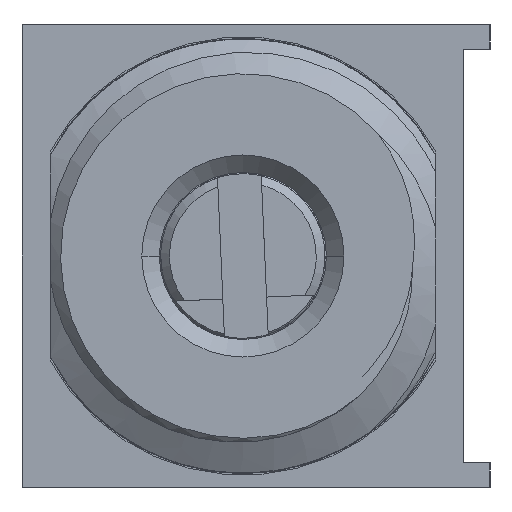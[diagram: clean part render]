
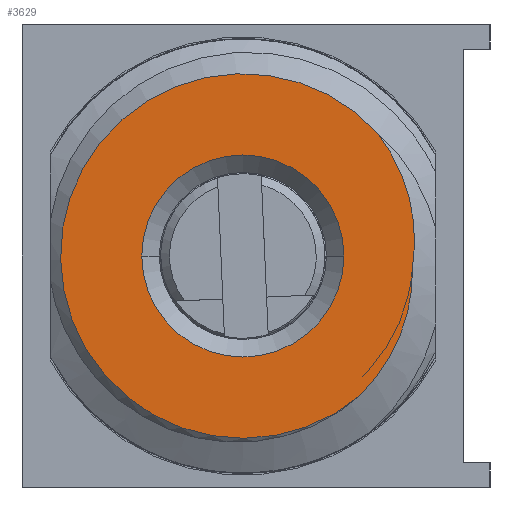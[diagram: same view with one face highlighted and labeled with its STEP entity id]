
A CAD part, left-side view. The second image highlights one B-rep face of the part: STEP entity #3629.
In plain terms, the highlighted planar face has unit normal (-1, 0, 0).
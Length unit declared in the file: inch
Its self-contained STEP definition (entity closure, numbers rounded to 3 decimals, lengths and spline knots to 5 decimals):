
#219=CARTESIAN_POINT('',(-0.25,0.,0.));
#220=DIRECTION('',(-1.,0.,0.));
#221=DIRECTION('',(0.,1.,0.));
#222=AXIS2_PLACEMENT_3D('',#219,#220,#221);
#229=CARTESIAN_POINT('',(-0.25,-0.09678,-0.00654));
#230=CARTESIAN_POINT('',(-0.25,-0.09739,-0.0027));
#231=CARTESIAN_POINT('',(-0.25,-0.09813,0.005));
#232=CARTESIAN_POINT('',(-0.25,-0.09787,0.01667));
#233=CARTESIAN_POINT('',(-0.25,-0.09625,0.02817));
#234=CARTESIAN_POINT('',(-0.25,-0.09329,0.03943));
#235=CARTESIAN_POINT('',(-0.25,-0.08907,0.05025));
#236=CARTESIAN_POINT('',(-0.25,-0.08362,0.06056));
#237=CARTESIAN_POINT('',(-0.25,-0.07926,0.06694));
#238=CARTESIAN_POINT('',(-0.25,-0.0769,0.07002));
#240=CARTESIAN_POINT('',(-0.25,-0.06677,-0.07973));
#241=CARTESIAN_POINT('',(-0.25,-0.0694,-0.07713));
#242=CARTESIAN_POINT('',(-0.25,-0.07427,-0.07175));
#243=CARTESIAN_POINT('',(-0.25,-0.08055,-0.06318));
#244=CARTESIAN_POINT('',(-0.25,-0.08571,-0.05435));
#245=CARTESIAN_POINT('',(-0.25,-0.08987,-0.04528));
#246=CARTESIAN_POINT('',(-0.25,-0.09309,-0.03592));
#247=CARTESIAN_POINT('',(-0.25,-0.09536,-0.02628));
#248=CARTESIAN_POINT('',(-0.25,-0.09666,-0.01644));
#249=CARTESIAN_POINT('',(-0.25,-0.09685,-0.00985));
#250=CARTESIAN_POINT('',(-0.25,-0.09678,-0.00654));
#252=CARTESIAN_POINT('',(-0.25,0.,0.));
#253=DIRECTION('',(-1.,0.,0.));
#254=DIRECTION('',(0.,-1.,0.));
#255=AXIS2_PLACEMENT_3D('',#252,#253,#254);
#299=CARTESIAN_POINT('',(-0.25,0.,0.));
#300=DIRECTION('',(-1.,0.,0.));
#301=DIRECTION('',(0.,-0.739,0.673));
#302=AXIS2_PLACEMENT_3D('',#299,#300,#301);
#2851=CARTESIAN_POINT('',(-0.25,0.05765,0.));
#2852=CARTESIAN_POINT('',(-0.25,-0.05765,0.));
#2853=VERTEX_POINT('',#2851);
#2854=VERTEX_POINT('',#2852);
#3102=VERTEX_POINT('',#229);
#3103=VERTEX_POINT('',#238);
#3104=VERTEX_POINT('',#240);
#3611=CARTESIAN_POINT('',(-0.25,0.,0.));
#3612=DIRECTION('',(-1.,0.,0.));
#3613=DIRECTION('',(0.,0.,1.));
#3614=AXIS2_PLACEMENT_3D('',#3611,#3612,#3613);
#3615=PLANE('',#3614);
#3617=ORIENTED_EDGE('',*,*,#3616,.F.);
#3619=ORIENTED_EDGE('',*,*,#3618,.F.);
#3621=ORIENTED_EDGE('',*,*,#3620,.F.);
#3622=EDGE_LOOP('',(#3617,#3619,#3621));
#3623=FACE_OUTER_BOUND('',#3622,.F.);
#3625=ORIENTED_EDGE('',*,*,#3624,.T.);
#3626=ORIENTED_EDGE('',*,*,#3601,.T.);
#3627=EDGE_LOOP('',(#3625,#3626));
#3628=FACE_BOUND('',#3627,.F.);
#3629=ADVANCED_FACE('',(#3623,#3628),#3615,.T.);
#223=CIRCLE('',#222,0.05765);
#239=B_SPLINE_CURVE_WITH_KNOTS('',3,(#229,#230,#231,#232,#233,#234,#235,#236,
#237,#238),.UNSPECIFIED.,.F.,.F.,(4,1,1,1,1,1,1,4),(0.,0.14286,
0.28571,0.42857,0.57143,0.71429,
0.85714,1.),.UNSPECIFIED.);
#251=B_SPLINE_CURVE_WITH_KNOTS('',3,(#240,#241,#242,#243,#244,#245,#246,#247,
#248,#249,#250),.UNSPECIFIED.,.F.,.F.,(4,1,1,1,1,1,1,1,4),(0.,0.125,0.25,
0.375,0.5,0.625,0.75,0.875,1.),.UNSPECIFIED.);
#256=CIRCLE('',#255,0.05765);
#303=CIRCLE('',#302,0.104);
#3601=EDGE_CURVE('',#2853,#2854,#223,.T.);
#3616=EDGE_CURVE('',#3103,#3104,#303,.T.);
#3618=EDGE_CURVE('',#3102,#3103,#239,.T.);
#3620=EDGE_CURVE('',#3104,#3102,#251,.T.);
#3624=EDGE_CURVE('',#2854,#2853,#256,.T.);
